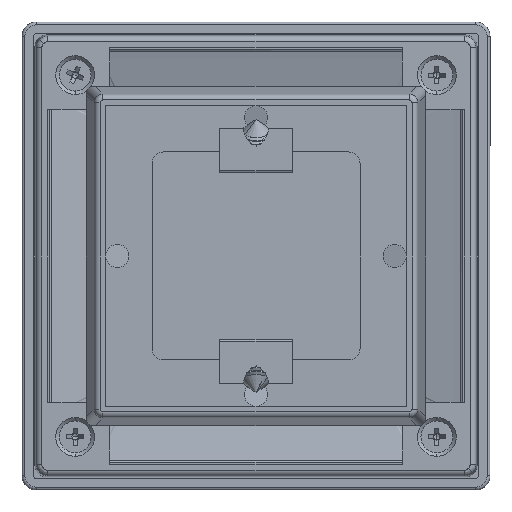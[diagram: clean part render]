
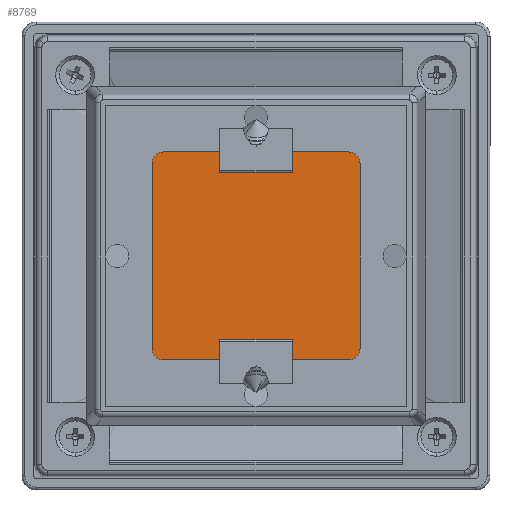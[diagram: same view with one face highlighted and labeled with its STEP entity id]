
A CAD part, front view. The second image highlights one B-rep face of the part: STEP entity #8769.
In plain terms, the highlighted planar face has unit normal (0, -1, 0).
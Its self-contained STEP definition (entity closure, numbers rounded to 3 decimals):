
#188 = EDGE_LOOP ( 'NONE', ( #965, #7063, #10767, #13430 ) ) ;
#696 = VECTOR ( 'NONE', #13044, 1000. ) ;
#965 = ORIENTED_EDGE ( 'NONE', *, *, #9944, .T. ) ;
#1348 = LINE ( 'NONE', #2675, #6003 ) ;
#2305 = EDGE_CURVE ( 'NONE', #11718, #12972, #13670, .T. ) ;
#2395 = VERTEX_POINT ( 'NONE', #10765 ) ;
#2517 = CARTESIAN_POINT ( 'NONE',  ( -19.08, 10.3, -19.08 ) ) ;
#2675 = CARTESIAN_POINT ( 'NONE',  ( 19.08, 10.3, -40.5 ) ) ;
#3463 = CARTESIAN_POINT ( 'NONE',  ( 19.08, 10.3, -19.08 ) ) ;
#3606 = CARTESIAN_POINT ( 'NONE',  ( -19.08, 10.3, 40.5 ) ) ;
#3811 = EDGE_CURVE ( 'NONE', #15356, #11718, #10263, .T. ) ;
#4250 = VECTOR ( 'NONE', #11998, 1000. ) ;
#4564 = CARTESIAN_POINT ( 'NONE',  ( -40.5, 10.3, -19.08 ) ) ;
#5699 = CARTESIAN_POINT ( 'NONE',  ( 40.5, 10.3, 19.08 ) ) ;
#5713 = CARTESIAN_POINT ( 'NONE',  ( -19.08, 10.3, 19.08 ) ) ;
#6003 = VECTOR ( 'NONE', #7344, 1000. ) ;
#6731 = VECTOR ( 'NONE', #14007, 1000. ) ;
#7063 = ORIENTED_EDGE ( 'NONE', *, *, #3811, .T. ) ;
#7178 = EDGE_CURVE ( 'NONE', #12972, #2395, #1348, .T. ) ;
#7344 = DIRECTION ( 'NONE',  ( 0., 0., 1. ) ) ;
#8769 = ADVANCED_FACE ( 'NONE', ( #11457 ), #9169, .F. ) ;
#9169 = PLANE ( 'NONE',  #9180 ) ;
#9180 = AXIS2_PLACEMENT_3D ( 'NONE', #11736, #10447, #10504 ) ;
#9944 = EDGE_CURVE ( 'NONE', #2395, #15356, #12757, .T. ) ;
#10263 = LINE ( 'NONE', #3606, #4250 ) ;
#10447 = DIRECTION ( 'NONE',  ( 0., 1., 0. ) ) ;
#10504 = DIRECTION ( 'NONE',  ( 0., 0., 1. ) ) ;
#10765 = CARTESIAN_POINT ( 'NONE',  ( 19.08, 10.3, 19.08 ) ) ;
#10767 = ORIENTED_EDGE ( 'NONE', *, *, #2305, .T. ) ;
#11457 = FACE_OUTER_BOUND ( 'NONE', #188, .T. ) ;
#11718 = VERTEX_POINT ( 'NONE', #2517 ) ;
#11736 = CARTESIAN_POINT ( 'NONE',  ( -19.08, 10.3, 57.292 ) ) ;
#11998 = DIRECTION ( 'NONE',  ( 0., 0., -1. ) ) ;
#12757 = LINE ( 'NONE', #5699, #6731 ) ;
#12972 = VERTEX_POINT ( 'NONE', #3463 ) ;
#13044 = DIRECTION ( 'NONE',  ( 1., 0., 0. ) ) ;
#13430 = ORIENTED_EDGE ( 'NONE', *, *, #7178, .T. ) ;
#13670 = LINE ( 'NONE', #4564, #696 ) ;
#14007 = DIRECTION ( 'NONE',  ( -1., 0., 0. ) ) ;
#15356 = VERTEX_POINT ( 'NONE', #5713 ) ;
